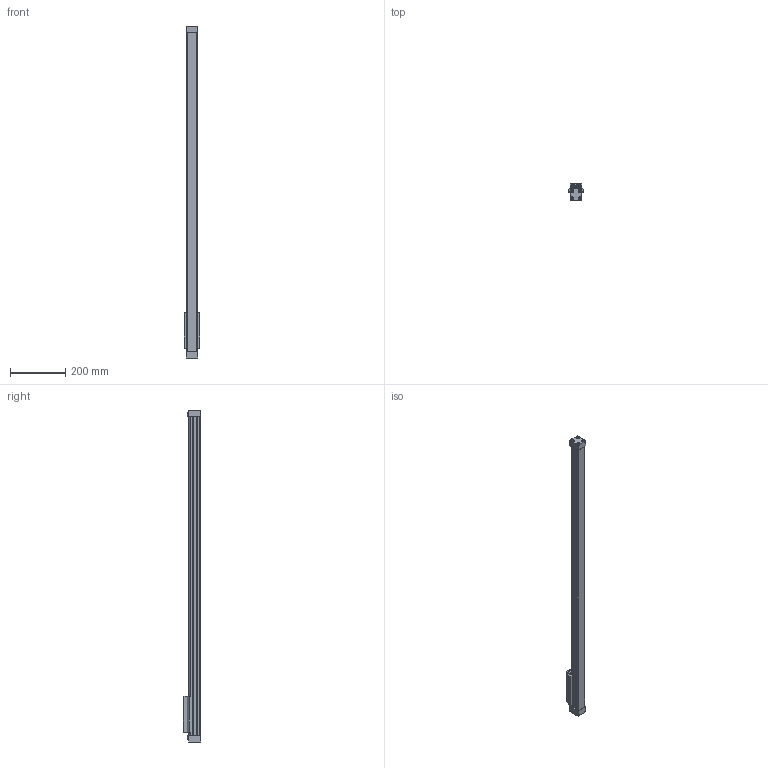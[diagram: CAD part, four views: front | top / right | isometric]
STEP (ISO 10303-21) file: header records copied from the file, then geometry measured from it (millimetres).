
FILE_DESCRIPTION(/* description */ ('Unknown'),/* implementation_level */ '2;1');
FILE_NAME(/* name */ '1605.25.1000.01.MH',/* time_stamp */ '2018-10-19T08:15:37-04:00',/* author */ ('Unknown'),/* organization */ ('Unknown'),/* preprocessor_version */ 'ST-DEVELOPER v16.7',/* originating_system */ 'DEX',/* authorisation */ $);
FILE_SCHEMA (('AUTOMOTIVE_DESIGN {1 0 10303 214 3 1 1}'));
Length unit declared in the file: millimetre
Products named in the file (4): 1605_25_XXXX_01_MH; CILINDRO X25 C0; CARRELLO X25; CARRO GUIDA X25
Assembly tree (3 placements, depth 2):
  1605_25_XXXX_01_MH
    CILINDRO X25 C0
    CARRELLO X25
    CARRO GUIDA X25
Bounding box: 57 x 64 x 1200 mm (x, y, z)
Volume: 1877349 mm3; surface area: 251928.1 mm2
Topology: 3 solids, 3 shells, 257 faces, 590 edges, 388 vertices
Faces by surface type: plane 207, cylinder 50
Full cylindrical faces by diameter (mm): 3.242 x16, 4 x2, 4.134 x8, 8.566 x2, 11 x8, 11.5 x8, 14 x2
Entity records: 7081 total; most frequent: CARTESIAN_POINT 1193, DIRECTION 1166, ORIENTED_EDGE 1088, EDGE_CURVE 544, LINE 444, VECTOR 444, VERTEX_POINT 388, EDGE_LOOP 368
